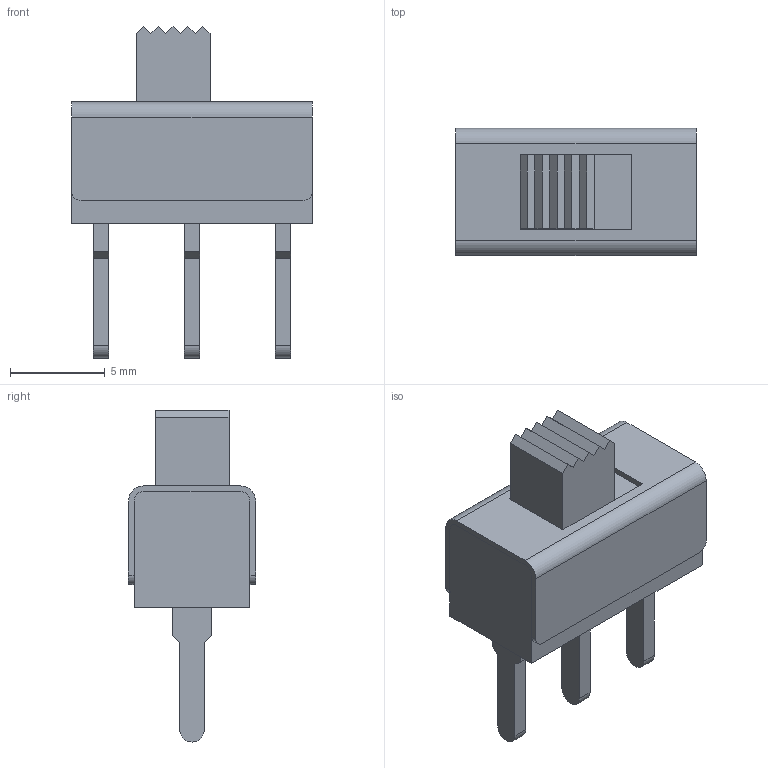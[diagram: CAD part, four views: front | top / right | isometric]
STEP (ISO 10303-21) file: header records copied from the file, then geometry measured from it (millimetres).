
FILE_DESCRIPTION(('FreeCAD Model'),'2;1');
FILE_NAME('Open CASCADE Shape Model','2025-03-10T15:56:53',(''),(''), 'Open CASCADE STEP processor 7.6','FreeCAD','Unknown');
FILE_SCHEMA(('AUTOMOTIVE_DESIGN { 1 0 10303 214 1 1 1 1 }'));
Length unit declared in the file: millimetre
Products named in the file (17): 0Qwf-U2-SW-TH_SHOU-HAN_SS12D10G4; COMPOUND015; COMPOUND; COMPOUND001; COMPOUND002; COMPOUND003; COMPOUND004; COMPOUND005; COMPOUND006; COMPOUND007; COMPOUND008; COMPOUND009; COMPOUND010; COMPOUND011; COMPOUND012; COMPOUND013; COMPOUND014
Assembly tree (16 placements, depth 3):
  0Qwf-U2-SW-TH_SHOU-HAN_SS12D10G4
    COMPOUND015
      COMPOUND
      COMPOUND001
      COMPOUND002
      COMPOUND003
      COMPOUND004
      COMPOUND005
      COMPOUND006
      COMPOUND007
      COMPOUND008
      COMPOUND009
      COMPOUND010
      COMPOUND011
      COMPOUND012
      COMPOUND013
      COMPOUND014
Bounding box: 12.7 x 6.7 x 17.5 mm (x, y, z)
Volume: 612.2 mm3; surface area: 926.1 mm2
Topology: 15 solids, 15 shells, 364 faces, 969 edges, 646 vertices
Faces by surface type: plane 236, bspline 112, cylinder 16
Entity records: 13248 total; most frequent: CARTESIAN_POINT 4100, ORIENTED_EDGE 1938, DIRECTION 1311, EDGE_CURVE 969, LINE 709, VECTOR 709, VERTEX_POINT 646, FACE_BOUND 389
